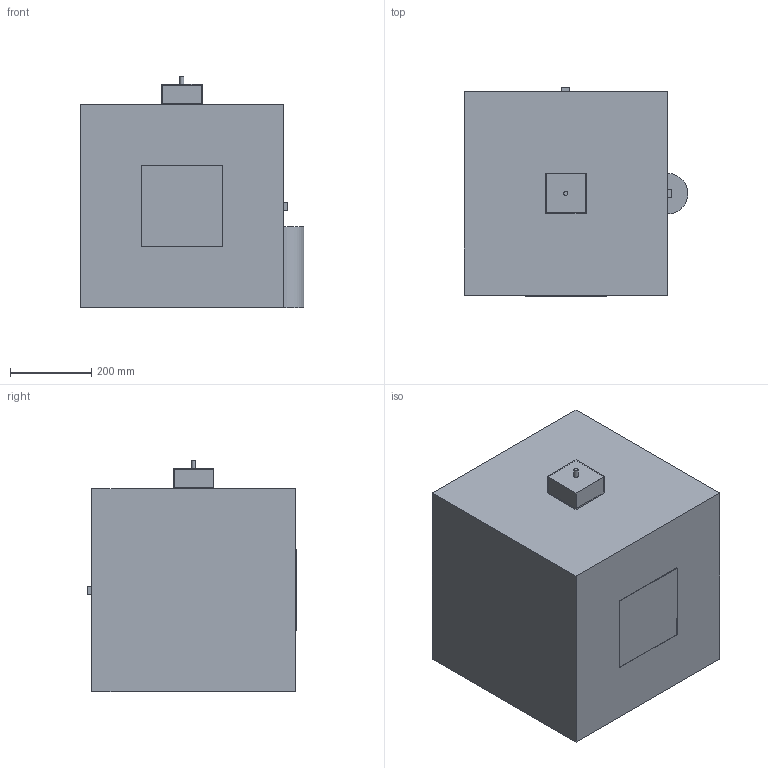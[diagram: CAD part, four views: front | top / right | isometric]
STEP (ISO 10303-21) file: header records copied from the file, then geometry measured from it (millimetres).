
FILE_DESCRIPTION(('FreeCAD Model'),'2;1');
FILE_NAME('Open CASCADE Shape Model','2025-08-25T17:58:04',('Author'),( ''),'Open CASCADE STEP processor 7.8','FreeCAD','Unknown');
FILE_SCHEMA(('AUTOMOTIVE_DESIGN { 1 0 10303 214 1 1 1 1 }'));
Length unit declared in the file: millimetre
Products named in the file (25): Chasis001; ChasisOuter; ChasisInner; Radiador; MLI_Volumen; Standoff_1; WEB; PCB; Heater_Pad; FPGA_Module; Standoff_3; Standoff_4; Standoff_2; Shield_Outer; Shield_Inner; CT_Outer; CT_Inlet; FPGA_Shield; CT_Inner; ColdTrap; Pipe_CT_Tank; CT_Outlet; Tank; Sensor_Frontal; Sensor_Lateral
Bounding box: 550 x 512 x 570 mm (x, y, z)
Surface area: 9829205.5 mm2
Topology: 25 solids, 27 shells, 143 faces, 264 edges, 176 vertices
Faces by surface type: plane 135, cylinder 8
Full cylindrical faces by diameter (mm): 6 x4, 10 x3, 100 x1
Entity records: 7373 total; most frequent: CARTESIAN_POINT 1120, DIRECTION 1088, LINE 752, VECTOR 752, ORIENTED_EDGE 528, PCURVE 528, DEFINITIONAL_REPRESENTATION 528, EDGE_CURVE 264
